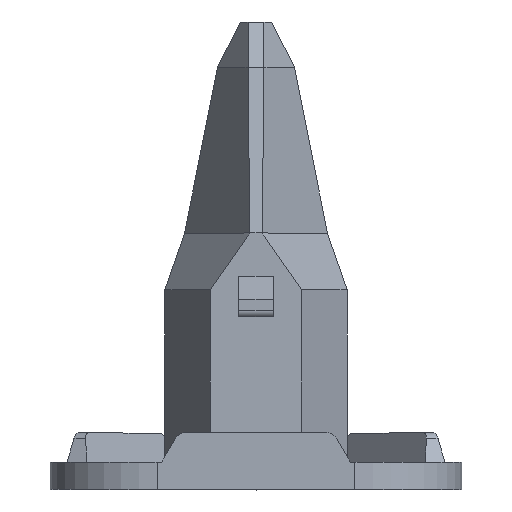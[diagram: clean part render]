
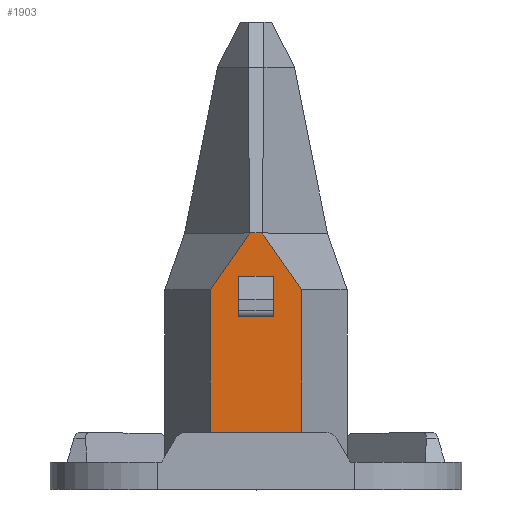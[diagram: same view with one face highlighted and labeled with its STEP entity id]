
A CAD part, top view. The second image highlights one B-rep face of the part: STEP entity #1903.
In plain terms, the highlighted planar face has unit normal (0, 0, 1).
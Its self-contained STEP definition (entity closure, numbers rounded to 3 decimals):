
#10=DIRECTION('',(1.,0.,0.));
#11=VECTOR('',#10,1.9);
#12=CARTESIAN_POINT('',(-0.95,0.,3.475));
#13=LINE('',#12,#11);
#137=DIRECTION('',(0.,1.,0.));
#138=VECTOR('',#137,1.2);
#139=CARTESIAN_POINT('',(0.95,0.,3.475));
#140=LINE('',#139,#138);
#141=DIRECTION('',(0.,1.,0.));
#142=VECTOR('',#141,1.8);
#143=CARTESIAN_POINT('',(-0.75,7.6,3.475));
#144=LINE('',#143,#142);
#145=DIRECTION('',(1.,0.,0.));
#146=VECTOR('',#145,1.5);
#147=CARTESIAN_POINT('',(-0.75,7.6,3.475));
#148=LINE('',#147,#146);
#149=DIRECTION('',(0.,1.,0.));
#150=VECTOR('',#149,1.8);
#151=CARTESIAN_POINT('',(0.75,7.6,3.475));
#152=LINE('',#151,#150);
#153=DIRECTION('',(1.,0.,0.));
#154=VECTOR('',#153,1.5);
#155=CARTESIAN_POINT('',(-0.75,9.4,3.475));
#156=LINE('',#155,#154);
#157=DIRECTION('',(0.,1.,0.));
#158=VECTOR('',#157,1.2);
#159=CARTESIAN_POINT('',(-0.95,0.,3.475));
#160=LINE('',#159,#158);
#161=DIRECTION('',(0.,1.,0.));
#162=VECTOR('',#161,7.6);
#163=CARTESIAN_POINT('',(-2.006,1.2,3.475));
#164=LINE('',#163,#162);
#165=DIRECTION('',(-0.569,-0.822,0.));
#166=VECTOR('',#165,3.041);
#167=CARTESIAN_POINT('',(-0.274,11.3,3.475));
#168=LINE('',#167,#166);
#169=DIRECTION('',(1.,0.,0.));
#170=VECTOR('',#169,0.548);
#171=CARTESIAN_POINT('',(-0.274,11.3,3.475));
#172=LINE('',#171,#170);
#173=DIRECTION('',(-0.569,0.822,0.));
#174=VECTOR('',#173,3.041);
#175=CARTESIAN_POINT('',(2.006,8.8,3.475));
#176=LINE('',#175,#174);
#235=DIRECTION('',(1.,0.,0.));
#236=VECTOR('',#235,1.056);
#237=CARTESIAN_POINT('',(0.95,1.2,3.475));
#238=LINE('',#237,#236);
#342=DIRECTION('',(1.,0.,0.));
#343=VECTOR('',#342,1.056);
#344=CARTESIAN_POINT('',(-2.006,1.2,3.475));
#345=LINE('',#344,#343);
#437=DIRECTION('',(0.,1.,0.));
#438=VECTOR('',#437,7.6);
#439=CARTESIAN_POINT('',(2.006,1.2,3.475));
#440=LINE('',#439,#438);
#1368=CARTESIAN_POINT('',(-0.75,7.6,3.475));
#1369=CARTESIAN_POINT('',(-0.75,9.4,3.475));
#1370=VERTEX_POINT('',#1368);
#1371=VERTEX_POINT('',#1369);
#1372=CARTESIAN_POINT('',(0.75,7.6,3.475));
#1373=CARTESIAN_POINT('',(0.75,9.4,3.475));
#1374=VERTEX_POINT('',#1372);
#1375=VERTEX_POINT('',#1373);
#1416=CARTESIAN_POINT('',(-0.274,11.3,3.475));
#1417=CARTESIAN_POINT('',(-2.006,8.8,3.475));
#1418=VERTEX_POINT('',#1416);
#1419=VERTEX_POINT('',#1417);
#1428=CARTESIAN_POINT('',(2.006,8.8,3.475));
#1429=VERTEX_POINT('',#1428);
#1430=CARTESIAN_POINT('',(0.274,11.3,3.475));
#1431=VERTEX_POINT('',#1430);
#1436=CARTESIAN_POINT('',(-2.006,1.2,3.475));
#1437=VERTEX_POINT('',#1436);
#1438=CARTESIAN_POINT('',(2.006,1.2,3.475));
#1439=VERTEX_POINT('',#1438);
#1504=CARTESIAN_POINT('',(-0.95,0.,3.475));
#1505=CARTESIAN_POINT('',(0.95,0.,3.475));
#1506=VERTEX_POINT('',#1504);
#1507=VERTEX_POINT('',#1505);
#1508=CARTESIAN_POINT('',(-0.95,1.2,3.475));
#1509=VERTEX_POINT('',#1508);
#1510=CARTESIAN_POINT('',(0.95,1.2,3.475));
#1511=VERTEX_POINT('',#1510);
#1868=CARTESIAN_POINT('',(-2.006,0.,3.475));
#1869=DIRECTION('',(0.,0.,1.));
#1870=DIRECTION('',(1.,0.,0.));
#1871=AXIS2_PLACEMENT_3D('',#1868,#1869,#1870);
#1872=PLANE('',#1871);
#1874=ORIENTED_EDGE('',*,*,#1873,.F.);
#1875=ORIENTED_EDGE('',*,*,#1861,.F.);
#1876=ORIENTED_EDGE('',*,*,#1810,.F.);
#1878=ORIENTED_EDGE('',*,*,#1877,.T.);
#1880=ORIENTED_EDGE('',*,*,#1879,.F.);
#1882=ORIENTED_EDGE('',*,*,#1881,.T.);
#1884=ORIENTED_EDGE('',*,*,#1883,.F.);
#1886=ORIENTED_EDGE('',*,*,#1885,.T.);
#1888=ORIENTED_EDGE('',*,*,#1887,.F.);
#1890=ORIENTED_EDGE('',*,*,#1889,.F.);
#1891=EDGE_LOOP('',(#1874,#1875,#1876,#1878,#1880,#1882,#1884,#1886,#1888,
#1890));
#1892=FACE_OUTER_BOUND('',#1891,.F.);
#1894=ORIENTED_EDGE('',*,*,#1893,.F.);
#1896=ORIENTED_EDGE('',*,*,#1895,.T.);
#1898=ORIENTED_EDGE('',*,*,#1897,.T.);
#1900=ORIENTED_EDGE('',*,*,#1899,.F.);
#1901=EDGE_LOOP('',(#1894,#1896,#1898,#1900));
#1902=FACE_BOUND('',#1901,.F.);
#1903=ADVANCED_FACE('',(#1892,#1902),#1872,.T.);
#1810=EDGE_CURVE('',#1506,#1507,#13,.T.);
#1861=EDGE_CURVE('',#1507,#1511,#140,.T.);
#1873=EDGE_CURVE('',#1511,#1439,#238,.T.);
#1877=EDGE_CURVE('',#1506,#1509,#160,.T.);
#1879=EDGE_CURVE('',#1437,#1509,#345,.T.);
#1881=EDGE_CURVE('',#1437,#1419,#164,.T.);
#1883=EDGE_CURVE('',#1418,#1419,#168,.T.);
#1885=EDGE_CURVE('',#1418,#1431,#172,.T.);
#1887=EDGE_CURVE('',#1429,#1431,#176,.T.);
#1889=EDGE_CURVE('',#1439,#1429,#440,.T.);
#1893=EDGE_CURVE('',#1370,#1371,#144,.T.);
#1895=EDGE_CURVE('',#1370,#1374,#148,.T.);
#1897=EDGE_CURVE('',#1374,#1375,#152,.T.);
#1899=EDGE_CURVE('',#1371,#1375,#156,.T.);
